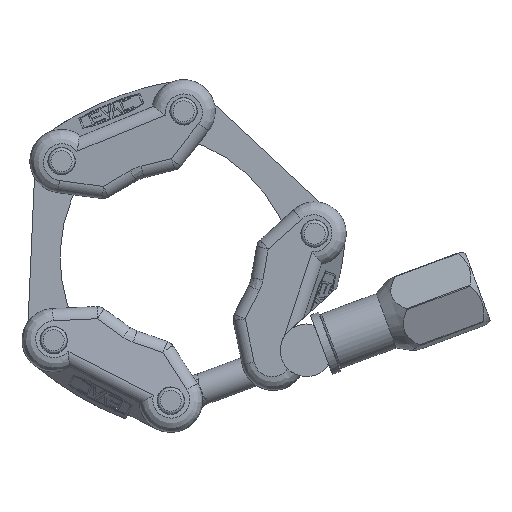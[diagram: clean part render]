
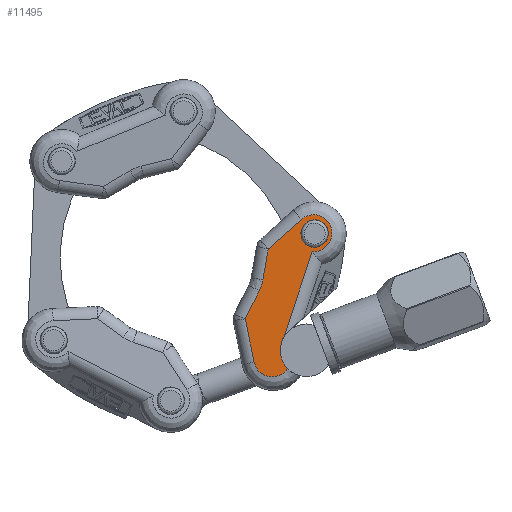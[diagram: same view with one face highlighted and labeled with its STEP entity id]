
A CAD part, left-side view. The second image highlights one B-rep face of the part: STEP entity #11495.
In plain terms, the highlighted face is planar.
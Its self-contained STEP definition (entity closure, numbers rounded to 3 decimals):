
#389=ELLIPSE('',#12269,2.61,2.6);
#390=ELLIPSE('',#12270,5.019,5.);
#391=ELLIPSE('',#12271,7.529,7.5);
#654=B_SPLINE_CURVE_WITH_KNOTS('',3,(#20426,#20427,#20428,#20429,#20430,
#20431,#20432,#20433,#20434,#20435),.UNSPECIFIED.,.F.,.F.,(4,1,1,1,1,1,
1,4),(0.,0.125,0.25,0.375,0.5,0.625,0.75,1.),.UNSPECIFIED.);
#655=B_SPLINE_CURVE_WITH_KNOTS('',3,(#20447,#20448,#20449,#20450,#20451,
#20452,#20453),.UNSPECIFIED.,.F.,.F.,(4,1,1,1,4),(0.,0.25,0.5,0.75,1.),
 .UNSPECIFIED.);
#3164=ORIENTED_EDGE('',*,*,#5422,.F.);
#3165=ORIENTED_EDGE('',*,*,#5423,.T.);
#3166=ORIENTED_EDGE('',*,*,#5412,.F.);
#3167=ORIENTED_EDGE('',*,*,#5424,.F.);
#3168=ORIENTED_EDGE('',*,*,#5425,.F.);
#3169=ORIENTED_EDGE('',*,*,#5426,.F.);
#3170=ORIENTED_EDGE('',*,*,#5427,.F.);
#3171=ORIENTED_EDGE('',*,*,#5428,.F.);
#3172=ORIENTED_EDGE('',*,*,#5429,.F.);
#3173=ORIENTED_EDGE('',*,*,#5430,.F.);
#5412=EDGE_CURVE('',#6734,#6735,#7903,.T.);
#5422=EDGE_CURVE('',#6744,#6744,#389,.T.);
#5423=EDGE_CURVE('',#6745,#6735,#390,.T.);
#5424=EDGE_CURVE('',#6746,#6734,#654,.F.);
#5425=EDGE_CURVE('',#6747,#6746,#7908,.T.);
#5426=EDGE_CURVE('',#6748,#6747,#7909,.T.);
#5427=EDGE_CURVE('',#6749,#6748,#391,.T.);
#5428=EDGE_CURVE('',#6750,#6749,#7910,.T.);
#5429=EDGE_CURVE('',#6751,#6750,#7911,.T.);
#5430=EDGE_CURVE('',#6745,#6751,#655,.F.);
#6734=VERTEX_POINT('',#20397);
#6735=VERTEX_POINT('',#20399);
#6744=VERTEX_POINT('',#20423);
#6745=VERTEX_POINT('',#20425);
#6746=VERTEX_POINT('',#20436);
#6747=VERTEX_POINT('',#20438);
#6748=VERTEX_POINT('',#20440);
#6749=VERTEX_POINT('',#20442);
#6750=VERTEX_POINT('',#20444);
#6751=VERTEX_POINT('',#20446);
#7903=LINE('',#20398,#8982);
#7908=LINE('',#20437,#8987);
#7909=LINE('',#20439,#8988);
#7910=LINE('',#20443,#8989);
#7911=LINE('',#20445,#8990);
#8982=VECTOR('',#14231,1000.);
#8987=VECTOR('',#14252,1000.);
#8988=VECTOR('',#14253,1000.);
#8989=VECTOR('',#14256,1000.);
#8990=VECTOR('',#14257,1000.);
#9744=EDGE_LOOP('',(#3164));
#9745=EDGE_LOOP('',(#3165,#3166,#3167,#3168,#3169,#3170,#3171,#3172,#3173));
#10451=FACE_BOUND('',#9744,.T.);
#10452=FACE_BOUND('',#9745,.T.);
#10978=PLANE('',#12268);
#11495=ADVANCED_FACE('',(#10451,#10452),#10978,.T.);
#12268=AXIS2_PLACEMENT_3D('',#20421,#14246,#14247);
#12269=AXIS2_PLACEMENT_3D('',#20422,#14248,#14249);
#12270=AXIS2_PLACEMENT_3D('',#20424,#14250,#14251);
#12271=AXIS2_PLACEMENT_3D('',#20441,#14254,#14255);
#14231=DIRECTION('',(0.,0.,1.));
#14246=DIRECTION('',(-0.996,-0.087,0.));
#14247=DIRECTION('',(0.,0.,1.));
#14248=DIRECTION('',(-0.996,-0.087,0.));
#14249=DIRECTION('',(0.087,-0.996,0.));
#14250=DIRECTION('',(0.996,0.087,0.));
#14251=DIRECTION('',(-0.087,0.996,0.));
#14252=DIRECTION('',(-0.044,0.5,-0.865));
#14253=DIRECTION('',(0.013,-0.148,-0.989));
#14254=DIRECTION('',(-0.996,-0.087,0.));
#14255=DIRECTION('',(-0.087,0.996,0.));
#14256=DIRECTION('',(-0.013,0.148,-0.989));
#14257=DIRECTION('',(0.044,-0.5,-0.865));
#20397=CARTESIAN_POINT('',(-10.011,1.87,-9.105));
#20398=CARTESIAN_POINT('',(-10.011,1.87,-9.105));
#20399=CARTESIAN_POINT('',(-10.011,1.87,7.846));
#20421=CARTESIAN_POINT('',(-9.096,-8.595,0.));
#20422=CARTESIAN_POINT('',(-9.956,1.235,-12.5));
#20423=CARTESIAN_POINT('',(-9.728,-1.365,-12.5));
#20424=CARTESIAN_POINT('',(-10.437,6.735,9.));
#20425=CARTESIAN_POINT('',(-10.232,4.394,13.418));
#20426=CARTESIAN_POINT('',(-10.011,1.87,-9.105));
#20427=CARTESIAN_POINT('',(-10.06,2.43,-9.246));
#20428=CARTESIAN_POINT('',(-10.151,3.471,-9.806));
#20429=CARTESIAN_POINT('',(-10.237,4.455,-11.288));
#20430=CARTESIAN_POINT('',(-10.252,4.619,-13.058));
#20431=CARTESIAN_POINT('',(-10.191,3.926,-14.696));
#20432=CARTESIAN_POINT('',(-10.07,2.542,-15.81));
#20433=CARTESIAN_POINT('',(-9.866,0.206,-16.252));
#20434=CARTESIAN_POINT('',(-9.722,-1.436,-15.252));
#20435=CARTESIAN_POINT('',(-9.671,-2.014,-14.25));
#20436=CARTESIAN_POINT('',(-9.671,-2.014,-14.25));
#20437=CARTESIAN_POINT('',(-9.304,-6.211,-6.98));
#20438=CARTESIAN_POINT('',(-9.304,-6.211,-6.98));
#20439=CARTESIAN_POINT('',(-9.381,-5.334,-1.109));
#20440=CARTESIAN_POINT('',(-9.381,-5.334,-1.109));
#20441=CARTESIAN_POINT('',(-8.732,-12.751,0.));
#20442=CARTESIAN_POINT('',(-9.381,-5.334,1.109));
#20443=CARTESIAN_POINT('',(-9.304,-6.211,6.98));
#20444=CARTESIAN_POINT('',(-9.304,-6.211,6.98));
#20445=CARTESIAN_POINT('',(-9.671,-2.014,14.25));
#20446=CARTESIAN_POINT('',(-9.671,-2.014,14.25));
#20447=CARTESIAN_POINT('',(-9.671,-2.014,14.25));
#20448=CARTESIAN_POINT('',(-9.702,-1.669,14.848));
#20449=CARTESIAN_POINT('',(-9.793,-0.627,15.822));
#20450=CARTESIAN_POINT('',(-9.978,1.494,16.178));
#20451=CARTESIAN_POINT('',(-10.15,3.455,15.292));
#20452=CARTESIAN_POINT('',(-10.216,4.213,14.086));
#20453=CARTESIAN_POINT('',(-10.232,4.394,13.418));
